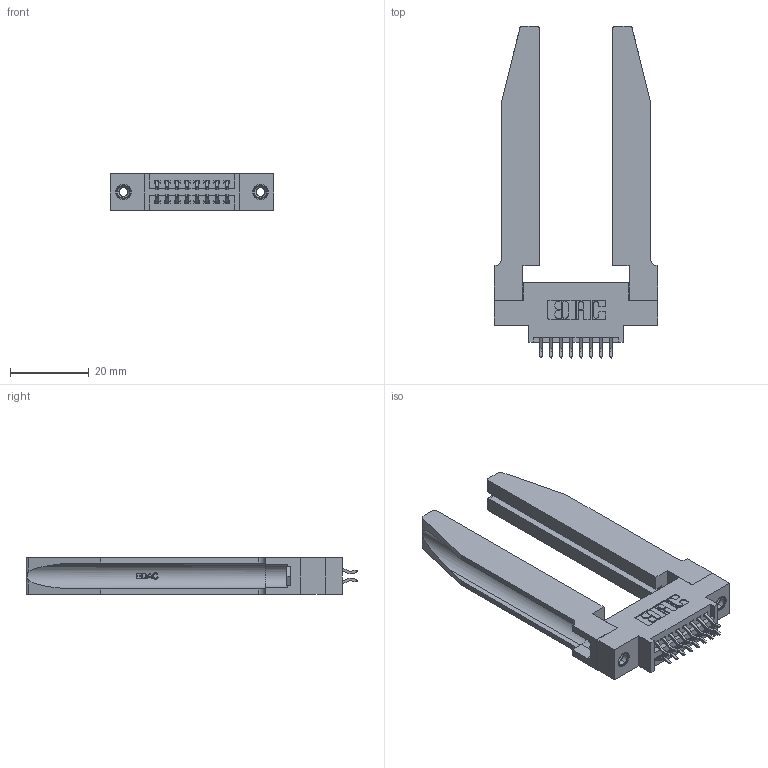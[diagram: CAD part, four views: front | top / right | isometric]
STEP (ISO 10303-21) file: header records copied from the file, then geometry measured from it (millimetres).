
FILE_DESCRIPTION (( 'STEP AP203' ), '1' );
FILE_NAME ('395-016-556-878.STEP', '2019-10-15T18:44:52', ( '' ), ( '' ), 'SwSTEP 2.0', 'SolidWorks 2016', '' );
FILE_SCHEMA (( 'CONFIG_CONTROL_DESIGN' ));
Length unit declared in the file: inch
Products named in the file (5): 345-220-078_345-220-078; 395-016-556-878; 345 Part_0.170 Offset - 0.156 Dia-TH; 345-292-001_556 Tail; 345-250-001_345-250-001-102
Assembly tree (21 placements, depth 2):
  395-016-556-878
    345 Part_0.170 Offset - 0.156 Dia-TH
    345-292-001_556 Tail  x16
    345-250-001_345-250-001-102  x2
    345-220-078_345-220-078  x2
Bounding box: 41.55 x 84.51 x 9.4 mm (x, y, z)
Volume: 11377.5 mm3; surface area: 11641.2 mm2
Topology: 21 solids, 21 shells, 1260 faces, 3633 edges, 2390 vertices
Faces by surface type: plane 818, cylinder 390, bspline 36, cone 12, torus 4
Entity records: 15946 total; most frequent: CARTESIAN_POINT 3639, ORIENTED_EDGE 2458, DIRECTION 2231, EDGE_CURVE 1229, LINE 963, VECTOR 963, VERTEX_POINT 812, AXIS2_PLACEMENT_3D 634
